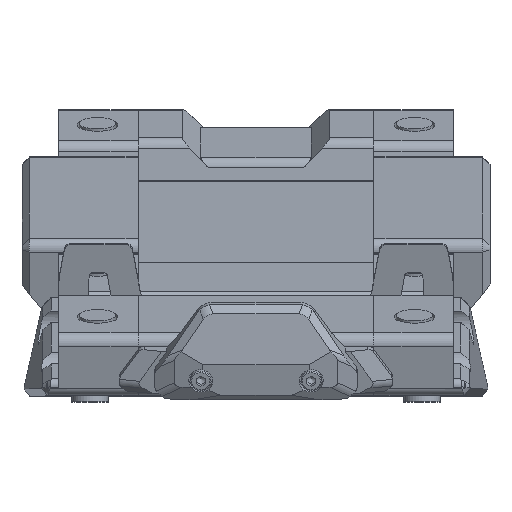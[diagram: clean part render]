
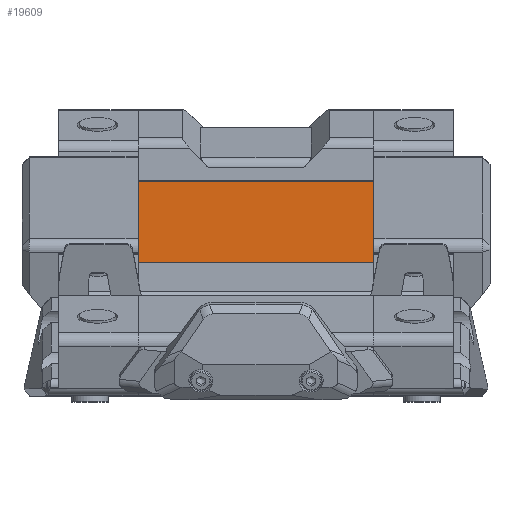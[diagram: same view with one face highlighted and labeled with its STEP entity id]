
A CAD part, top view. The second image highlights one B-rep face of the part: STEP entity #19609.
In plain terms, the highlighted planar face has unit normal (0, 0.951, 0.309).
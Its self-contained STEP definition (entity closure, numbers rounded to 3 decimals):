
#2406=PLANE('',#21216);
#2909=FACE_OUTER_BOUND('',#4081,.T.);
#4081=EDGE_LOOP('',(#14425,#14426,#14427,#14428));
#5269=LINE('',#27552,#6311);
#5351=LINE('',#28457,#6393);
#5437=LINE('',#29253,#6479);
#5450=LINE('',#29281,#6492);
#6311=VECTOR('',#23250,10.);
#6393=VECTOR('',#23504,10.);
#6479=VECTOR('',#23776,10.);
#6492=VECTOR('',#23811,10.);
#8065=VERTEX_POINT('',#27549);
#8066=VERTEX_POINT('',#27551);
#8220=VERTEX_POINT('',#28454);
#8221=VERTEX_POINT('',#28456);
#10237=EDGE_CURVE('',#8066,#8065,#5269,.T.);
#10424=EDGE_CURVE('',#8220,#8221,#5351,.T.);
#10576=EDGE_CURVE('',#8221,#8065,#5437,.T.);
#10591=EDGE_CURVE('',#8066,#8220,#5450,.T.);
#14425=ORIENTED_EDGE('',*,*,#10591,.F.);
#14426=ORIENTED_EDGE('',*,*,#10237,.T.);
#14427=ORIENTED_EDGE('',*,*,#10576,.F.);
#14428=ORIENTED_EDGE('',*,*,#10424,.F.);
#19609=ADVANCED_FACE('',(#2909),#2406,.F.);
#21216=AXIS2_PLACEMENT_3D('',#29296,#23832,#23833);
#23250=DIRECTION('',(0.,-0.309,0.951));
#23504=DIRECTION('',(0.,-0.309,0.951));
#23776=DIRECTION('',(-1.,0.,0.));
#23811=DIRECTION('',(1.,0.,0.));
#23832=DIRECTION('center_axis',(0.,-0.951,-0.309));
#23833=DIRECTION('ref_axis',(0.,-0.309,0.951));
#27549=CARTESIAN_POINT('',(-32.,34.925,28.877));
#27551=CARTESIAN_POINT('',(-32.,58.414,-43.413));
#27552=CARTESIAN_POINT('',(-32.,64.344,-61.666));
#28454=CARTESIAN_POINT('',(32.,58.414,-43.413));
#28456=CARTESIAN_POINT('',(32.,34.925,28.877));
#28457=CARTESIAN_POINT('',(32.,64.344,-61.666));
#29253=CARTESIAN_POINT('',(32.,34.925,28.877));
#29281=CARTESIAN_POINT('',(32.,58.414,-43.413));
#29296=CARTESIAN_POINT('Origin',(32.,58.975,-45.14));
